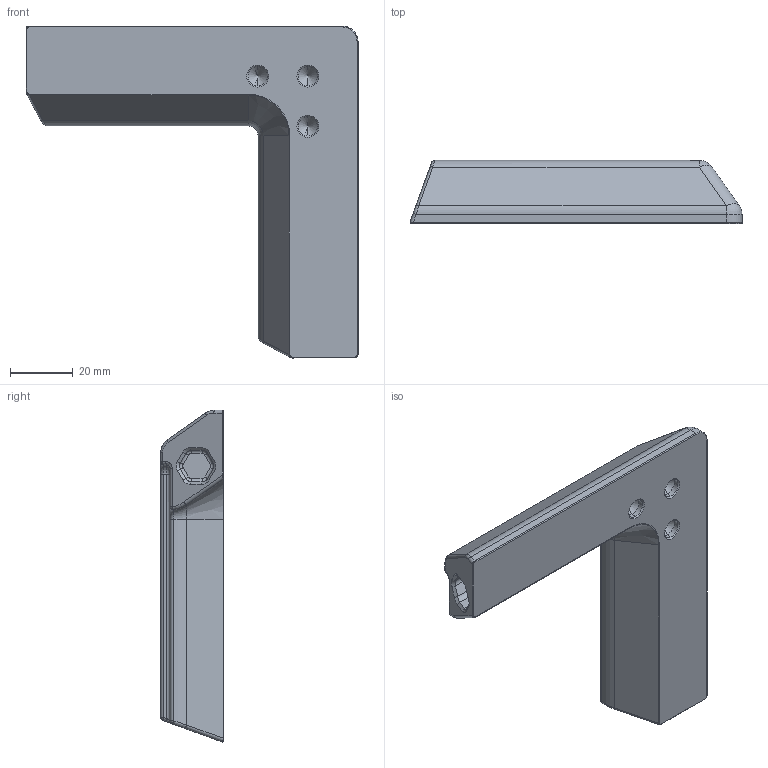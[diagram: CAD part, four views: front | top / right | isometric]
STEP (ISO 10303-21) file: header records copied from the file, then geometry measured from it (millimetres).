
FILE_DESCRIPTION (( 'STEP AP214' ), '1' );
FILE_NAME ('Tophat Lid Structure A.STEP', '2024-10-04T21:30:22', ( '' ), ( '' ), 'SwSTEP 2.0', 'SolidWorks 2024', '' );
FILE_SCHEMA (( 'AUTOMOTIVE_DESIGN' ));
Length unit declared in the file: millimetre
Products named in the file (1): Tophat Lid Structure A
Bounding box: 105.89 x 20 x 105.89 mm (x, y, z)
Volume: 72934.9 mm3; surface area: 17312.4 mm2
Topology: 1 solids, 1 shells, 170 faces, 384 edges, 213 vertices
Faces by surface type: cylinder 59, plane 45, bspline 24, cone 19, torus 17, sphere 6
Entity records: 5793 total; most frequent: CARTESIAN_POINT 2225, ORIENTED_EDGE 750, DIRECTION 718, EDGE_CURVE 375, AXIS2_PLACEMENT_3D 276, VERTEX_POINT 213, EDGE_LOOP 176, FACE_OUTER_BOUND 170
